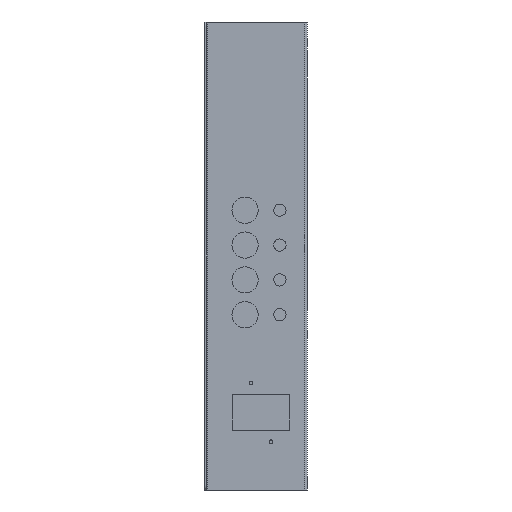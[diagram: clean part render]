
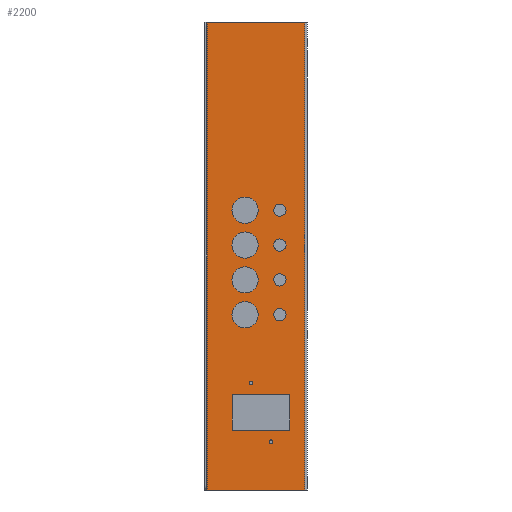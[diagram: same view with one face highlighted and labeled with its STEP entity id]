
A CAD part, left-side view. The second image highlights one B-rep face of the part: STEP entity #2200.
In plain terms, the highlighted planar face has unit normal (-1, 0, 0).
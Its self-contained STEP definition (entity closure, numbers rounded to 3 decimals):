
#85=FACE_BOUND('',#427,.T.);
#86=FACE_BOUND('',#428,.T.);
#87=FACE_BOUND('',#429,.T.);
#88=FACE_BOUND('',#430,.T.);
#89=FACE_BOUND('',#431,.T.);
#90=FACE_BOUND('',#432,.T.);
#91=FACE_BOUND('',#433,.T.);
#92=FACE_BOUND('',#434,.T.);
#93=FACE_BOUND('',#435,.T.);
#94=FACE_BOUND('',#436,.T.);
#95=FACE_BOUND('',#437,.T.);
#154=PLANE('',#2468);
#254=FACE_OUTER_BOUND('',#426,.T.);
#426=EDGE_LOOP('',(#1933,#1934,#1935,#1936));
#427=EDGE_LOOP('',(#1937));
#428=EDGE_LOOP('',(#1938));
#429=EDGE_LOOP('',(#1939));
#430=EDGE_LOOP('',(#1940));
#431=EDGE_LOOP('',(#1941));
#432=EDGE_LOOP('',(#1942));
#433=EDGE_LOOP('',(#1943));
#434=EDGE_LOOP('',(#1944));
#435=EDGE_LOOP('',(#1945,#1946,#1947,#1948));
#436=EDGE_LOOP('',(#1949));
#437=EDGE_LOOP('',(#1950));
#530=LINE('',#3328,#678);
#571=LINE('',#3502,#719);
#574=LINE('',#3508,#722);
#577=LINE('',#3514,#725);
#580=LINE('',#3518,#728);
#616=LINE('',#3707,#764);
#618=LINE('',#3712,#766);
#624=LINE('',#3724,#772);
#678=VECTOR('',#2666,10.);
#719=VECTOR('',#2863,10.);
#722=VECTOR('',#2868,10.);
#725=VECTOR('',#2873,10.);
#728=VECTOR('',#2878,10.);
#764=VECTOR('',#3088,10.);
#766=VECTOR('',#3096,10.);
#772=VECTOR('',#3114,10.);
#831=CIRCLE('',#2301,13.15);
#833=CIRCLE('',#2304,13.15);
#835=CIRCLE('',#2307,6.15);
#837=CIRCLE('',#2310,13.15);
#839=CIRCLE('',#2313,6.15);
#841=CIRCLE('',#2316,13.15);
#843=CIRCLE('',#2319,6.15);
#845=CIRCLE('',#2322,6.15);
#869=CIRCLE('',#2373,1.75);
#871=CIRCLE('',#2376,1.75);
#1002=VERTEX_POINT('',#3325);
#1003=VERTEX_POINT('',#3327);
#1017=VERTEX_POINT('',#3360);
#1019=VERTEX_POINT('',#3366);
#1021=VERTEX_POINT('',#3372);
#1023=VERTEX_POINT('',#3378);
#1025=VERTEX_POINT('',#3384);
#1027=VERTEX_POINT('',#3390);
#1029=VERTEX_POINT('',#3396);
#1031=VERTEX_POINT('',#3402);
#1057=VERTEX_POINT('',#3499);
#1058=VERTEX_POINT('',#3501);
#1060=VERTEX_POINT('',#3507);
#1062=VERTEX_POINT('',#3513);
#1063=VERTEX_POINT('',#3520);
#1065=VERTEX_POINT('',#3526);
#1127=VERTEX_POINT('',#3704);
#1128=VERTEX_POINT('',#3706);
#1224=EDGE_CURVE('',#1002,#1003,#530,.T.);
#1241=EDGE_CURVE('',#1017,#1017,#831,.T.);
#1244=EDGE_CURVE('',#1019,#1019,#833,.T.);
#1247=EDGE_CURVE('',#1021,#1021,#835,.T.);
#1250=EDGE_CURVE('',#1023,#1023,#837,.T.);
#1253=EDGE_CURVE('',#1025,#1025,#839,.T.);
#1256=EDGE_CURVE('',#1027,#1027,#841,.T.);
#1259=EDGE_CURVE('',#1029,#1029,#843,.T.);
#1262=EDGE_CURVE('',#1031,#1031,#845,.T.);
#1311=EDGE_CURVE('',#1058,#1057,#571,.T.);
#1314=EDGE_CURVE('',#1060,#1058,#574,.T.);
#1317=EDGE_CURVE('',#1062,#1060,#577,.T.);
#1320=EDGE_CURVE('',#1057,#1062,#580,.T.);
#1321=EDGE_CURVE('',#1063,#1063,#869,.T.);
#1324=EDGE_CURVE('',#1065,#1065,#871,.T.);
#1415=EDGE_CURVE('',#1128,#1127,#616,.T.);
#1418=EDGE_CURVE('',#1003,#1127,#618,.T.);
#1424=EDGE_CURVE('',#1128,#1002,#624,.T.);
#1933=ORIENTED_EDGE('',*,*,#1418,.F.);
#1934=ORIENTED_EDGE('',*,*,#1224,.F.);
#1935=ORIENTED_EDGE('',*,*,#1424,.F.);
#1936=ORIENTED_EDGE('',*,*,#1415,.T.);
#1937=ORIENTED_EDGE('',*,*,#1241,.T.);
#1938=ORIENTED_EDGE('',*,*,#1244,.T.);
#1939=ORIENTED_EDGE('',*,*,#1247,.T.);
#1940=ORIENTED_EDGE('',*,*,#1250,.T.);
#1941=ORIENTED_EDGE('',*,*,#1253,.T.);
#1942=ORIENTED_EDGE('',*,*,#1256,.T.);
#1943=ORIENTED_EDGE('',*,*,#1259,.T.);
#1944=ORIENTED_EDGE('',*,*,#1262,.T.);
#1945=ORIENTED_EDGE('',*,*,#1317,.T.);
#1946=ORIENTED_EDGE('',*,*,#1314,.T.);
#1947=ORIENTED_EDGE('',*,*,#1311,.T.);
#1948=ORIENTED_EDGE('',*,*,#1320,.T.);
#1949=ORIENTED_EDGE('',*,*,#1321,.T.);
#1950=ORIENTED_EDGE('',*,*,#1324,.T.);
#2200=ADVANCED_FACE('',(#254,#85,#86,#87,#88,#89,#90,#91,#92,#93,#94,#95),
#154,.T.);
#2301=AXIS2_PLACEMENT_3D('',#3361,#2695,#2696);
#2304=AXIS2_PLACEMENT_3D('',#3367,#2702,#2703);
#2307=AXIS2_PLACEMENT_3D('',#3373,#2709,#2710);
#2310=AXIS2_PLACEMENT_3D('',#3379,#2716,#2717);
#2313=AXIS2_PLACEMENT_3D('',#3385,#2723,#2724);
#2316=AXIS2_PLACEMENT_3D('',#3391,#2730,#2731);
#2319=AXIS2_PLACEMENT_3D('',#3397,#2737,#2738);
#2322=AXIS2_PLACEMENT_3D('',#3403,#2744,#2745);
#2373=AXIS2_PLACEMENT_3D('',#3521,#2881,#2882);
#2376=AXIS2_PLACEMENT_3D('',#3527,#2888,#2889);
#2468=AXIS2_PLACEMENT_3D('',#3725,#3115,#3116);
#2666=DIRECTION('',(0.,-1.,0.));
#2695=DIRECTION('center_axis',(1.,0.,0.));
#2696=DIRECTION('ref_axis',(0.,0.,1.));
#2702=DIRECTION('center_axis',(1.,0.,0.));
#2703=DIRECTION('ref_axis',(0.,0.,1.));
#2709=DIRECTION('center_axis',(1.,0.,0.));
#2710=DIRECTION('ref_axis',(0.,0.,1.));
#2716=DIRECTION('center_axis',(1.,0.,0.));
#2717=DIRECTION('ref_axis',(0.,0.,1.));
#2723=DIRECTION('center_axis',(1.,0.,0.));
#2724=DIRECTION('ref_axis',(0.,0.,1.));
#2730=DIRECTION('center_axis',(1.,0.,0.));
#2731=DIRECTION('ref_axis',(0.,0.,1.));
#2737=DIRECTION('center_axis',(1.,0.,0.));
#2738=DIRECTION('ref_axis',(0.,0.,1.));
#2744=DIRECTION('center_axis',(1.,0.,0.));
#2745=DIRECTION('ref_axis',(0.,0.,1.));
#2863=DIRECTION('',(0.,1.,0.));
#2868=DIRECTION('',(0.,0.,-1.));
#2873=DIRECTION('',(0.,-1.,0.));
#2878=DIRECTION('',(0.,0.,1.));
#2881=DIRECTION('center_axis',(1.,0.,0.));
#2882=DIRECTION('ref_axis',(0.,0.,1.));
#2888=DIRECTION('center_axis',(1.,0.,0.));
#2889=DIRECTION('ref_axis',(0.,0.,1.));
#3088=DIRECTION('',(0.,-1.,0.));
#3096=DIRECTION('',(0.,0.,-1.));
#3114=DIRECTION('',(0.,0.,1.));
#3115=DIRECTION('center_axis',(-1.,0.,0.));
#3116=DIRECTION('ref_axis',(0.,-1.,0.));
#3325=CARTESIAN_POINT('',(-133.,99.75,470.));
#3327=CARTESIAN_POINT('',(-133.,1.75,470.));
#3328=CARTESIAN_POINT('',(-133.,102.25,470.));
#3360=CARTESIAN_POINT('',(-133.,61.75,197.85));
#3361=CARTESIAN_POINT('Origin',(-133.,61.75,211.));
#3366=CARTESIAN_POINT('',(-133.,61.75,267.85));
#3367=CARTESIAN_POINT('Origin',(-133.,61.75,281.));
#3372=CARTESIAN_POINT('',(-133.,26.75,274.85));
#3373=CARTESIAN_POINT('Origin',(-133.,26.75,281.));
#3378=CARTESIAN_POINT('',(-133.,61.75,162.85));
#3379=CARTESIAN_POINT('Origin',(-133.,61.75,176.));
#3384=CARTESIAN_POINT('',(-133.,26.75,204.85));
#3385=CARTESIAN_POINT('Origin',(-133.,26.75,211.));
#3390=CARTESIAN_POINT('',(-133.,61.75,232.85));
#3391=CARTESIAN_POINT('Origin',(-133.,61.75,246.));
#3396=CARTESIAN_POINT('',(-133.,26.75,239.85));
#3397=CARTESIAN_POINT('Origin',(-133.,26.75,246.));
#3402=CARTESIAN_POINT('',(-133.,26.75,169.85));
#3403=CARTESIAN_POINT('Origin',(-133.,26.75,176.));
#3499=CARTESIAN_POINT('',(-133.,74.75,60.));
#3501=CARTESIAN_POINT('',(-133.,16.75,60.));
#3502=CARTESIAN_POINT('',(-133.,58.75,60.));
#3507=CARTESIAN_POINT('',(-133.,16.75,96.));
#3508=CARTESIAN_POINT('',(-133.,16.75,48.));
#3513=CARTESIAN_POINT('',(-133.,74.75,96.));
#3514=CARTESIAN_POINT('',(-133.,87.75,96.));
#3518=CARTESIAN_POINT('',(-133.,74.75,30.));
#3520=CARTESIAN_POINT('',(-133.,55.75,105.75));
#3521=CARTESIAN_POINT('Origin',(-133.,55.75,107.5));
#3526=CARTESIAN_POINT('',(-133.,35.75,46.75));
#3527=CARTESIAN_POINT('Origin',(-133.,35.75,48.5));
#3704=CARTESIAN_POINT('',(-133.,1.75,0.));
#3706=CARTESIAN_POINT('',(-133.,99.75,0.));
#3707=CARTESIAN_POINT('',(-133.,102.25,0.));
#3712=CARTESIAN_POINT('',(-133.,1.75,0.));
#3724=CARTESIAN_POINT('',(-133.,99.75,0.));
#3725=CARTESIAN_POINT('Origin',(-133.,100.75,0.));
